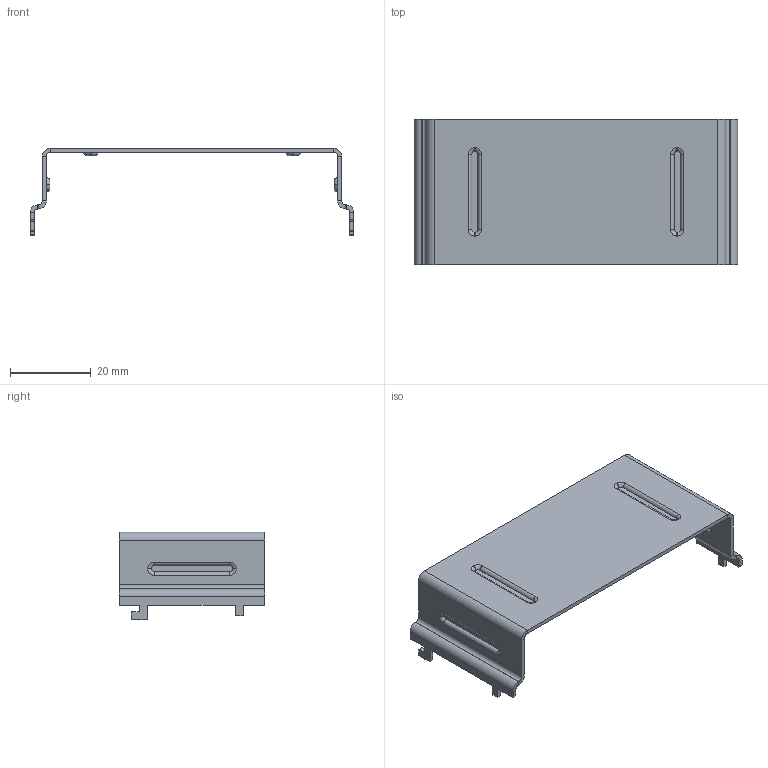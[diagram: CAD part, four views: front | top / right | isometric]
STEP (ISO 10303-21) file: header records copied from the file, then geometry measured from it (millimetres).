
FILE_DESCRIPTION(/* description */ (''),/* implementation_level */ '2;1');
FILE_NAME(/* name */ 'Exp port cover v5.step',/* time_stamp */ '2021-02-22T04:03:43+01:00',/* author */ (''),/* organization */ (''),/* preprocessor_version */ 'ST-DEVELOPER v18.1',/* originating_system */ 'Autodesk Translation Framework v9.7.1.1290',/* authorisation */ '');
FILE_SCHEMA (('AUTOMOTIVE_DESIGN { 1 0 10303 214 3 1 1 }'));
Length unit declared in the file: millimetre
Products named in the file (2): Exp port cover; Component1
Assembly tree (1 placements, depth 2):
  Exp port cover
    Component1
Bounding box: 80 x 36 x 21.6 mm (x, y, z)
Volume: 4078.8 mm3; surface area: 8471.1 mm2
Topology: 1 solids, 1 shells, 168 faces, 422 edges, 264 vertices
Faces by surface type: plane 76, cylinder 60, bspline 16, torus 16
Entity records: 5245 total; most frequent: CARTESIAN_POINT 985, DIRECTION 916, ORIENTED_EDGE 844, EDGE_CURVE 422, AXIS2_PLACEMENT_3D 339, VERTEX_POINT 264, LINE 238, VECTOR 238
